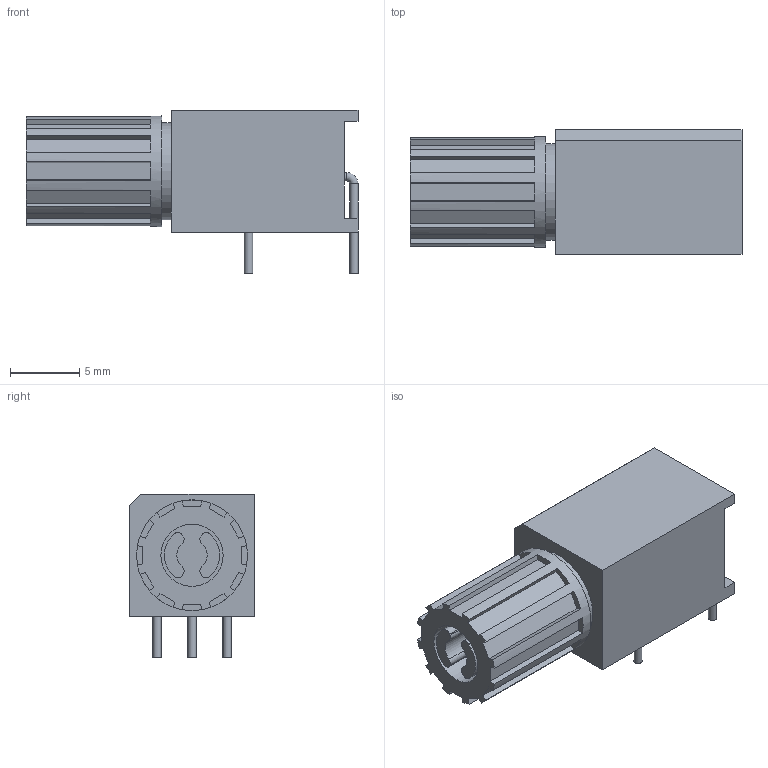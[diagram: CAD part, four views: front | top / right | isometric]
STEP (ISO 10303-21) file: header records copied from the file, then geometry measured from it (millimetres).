
FILE_DESCRIPTION(('STEP AP214'), '1');
FILE_NAME('sfh2.1', '', ('UNSPECIFIED'), ('UNSPECIFIED'), 'ASCON STEP Converter 1.6', 'ASCON Math Kernel', '');
FILE_SCHEMA(('AUTOMOTIVE_DESIGN { 1 0 10303 214 3 1 1}'));
Length unit declared in the file: millimetre
Bounding box: 24 x 9 x 11.8 mm (x, y, z)
Volume: 1407.2 mm3; surface area: 1220.7 mm2
Topology: 1 solids, 1 shells, 102 faces, 275 edges, 179 vertices
Faces by surface type: plane 73, cylinder 26, torus 3
Full cylindrical faces by diameter (mm): 0.6 x11, 4.5 x1, 7 x1, 8 x1
Entity records: 3984 total; most frequent: DIRECTION 546, CARTESIAN_POINT 540, ORIENTED_EDGE 516, EDGE_CURVE 258, AXIS2_PLACEMENT_3D 185, VERTEX_POINT 179, LINE 176, VECTOR 176
